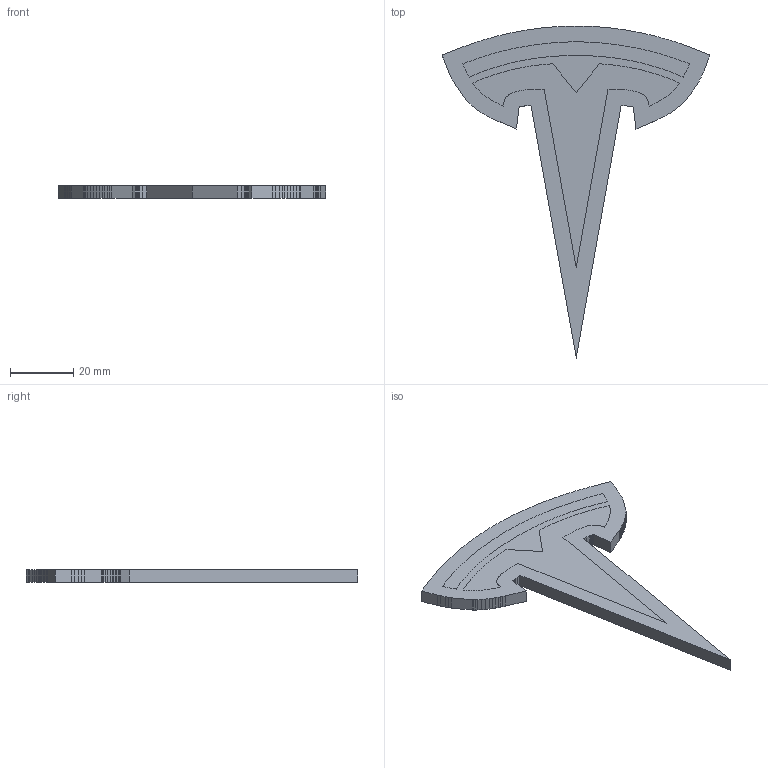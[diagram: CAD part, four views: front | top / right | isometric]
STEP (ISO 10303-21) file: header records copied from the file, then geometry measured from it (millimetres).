
FILE_DESCRIPTION(/* description */ (''),/* implementation_level */ '2;1');
FILE_NAME(/* name */ 'Tesla Logo.step',/* time_stamp */ '2020-04-19T11:06:04-04:00',/* author */ (''),/* organization */ (''),/* preprocessor_version */ 'ST-DEVELOPER v18.1',/* originating_system */ 'Autodesk Translation Framework v9.2.0.1227',/* authorisation */ '');
FILE_SCHEMA (('AUTOMOTIVE_DESIGN { 1 0 10303 214 3 1 1 }'));
Length unit declared in the file: millimetre
Products named in the file (1): Tesla T
Bounding box: 84.51 x 104.71 x 4 mm (x, y, z)
Volume: 11981.8 mm3; surface area: 12305 mm2
Topology: 3 solids, 3 shells, 722 faces, 2142 edges, 1425 vertices
Faces by surface type: plane 722
Entity records: 23673 total; most frequent: CARTESIAN_POINT 4290, ORIENTED_EDGE 4284, DIRECTION 3588, LINE 2142, VECTOR 2142, EDGE_CURVE 2142, VERTEX_POINT 1425, EDGE_LOOP 725
